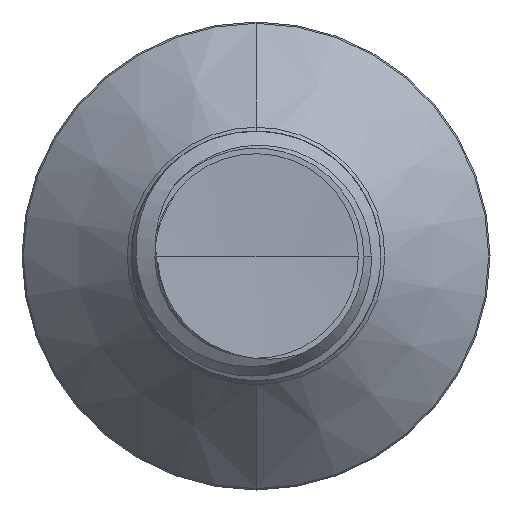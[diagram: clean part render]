
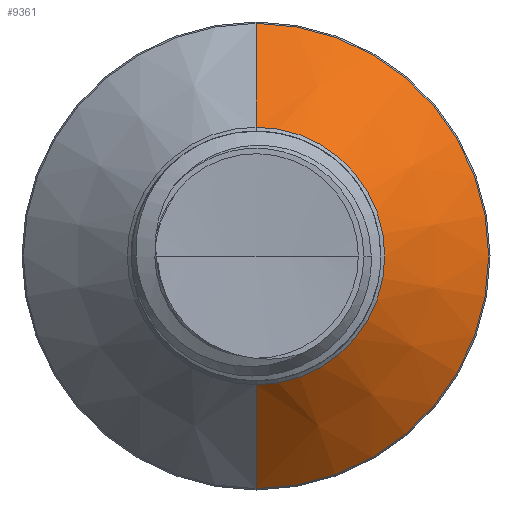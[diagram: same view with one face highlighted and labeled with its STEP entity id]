
A CAD part, front view. The second image highlights one B-rep face of the part: STEP entity #9361.
In plain terms, the highlighted conical face has half-angle 45 degrees and reference radius 2.064 mm.
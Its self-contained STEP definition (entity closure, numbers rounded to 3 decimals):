
#205 = EDGE_CURVE ( 'NONE', #11329, #14302, #9599, .T. ) ;
#717 = VERTEX_POINT ( 'NONE', #3542 ) ;
#1203 = DIRECTION ( 'NONE',  ( 0., 1., 0. ) ) ;
#1417 = AXIS2_PLACEMENT_3D ( 'NONE', #26965, #14344, #1622 ) ;
#1622 = DIRECTION ( 'NONE',  ( 0., 0., 1. ) ) ;
#3040 = ORIENTED_EDGE ( 'NONE', *, *, #7968, .F. ) ;
#3542 = CARTESIAN_POINT ( 'NONE',  ( 0., 6.193, 2.064 ) ) ;
#3879 = FACE_OUTER_BOUND ( 'NONE', #18216, .T. ) ;
#5160 = CARTESIAN_POINT ( 'NONE',  ( 0., 6.193, 0. ) ) ;
#5476 = EDGE_CURVE ( 'NONE', #717, #9949, #17771, .T. ) ;
#5506 = CARTESIAN_POINT ( 'NONE',  ( 0., 6.193, -2.064 ) ) ;
#5523 = DIRECTION ( 'NONE',  ( 0., 0., 1. ) ) ;
#5693 = DIRECTION ( 'NONE',  ( 0., 0.707, -0.707 ) ) ;
#7247 = CARTESIAN_POINT ( 'NONE',  ( 0., 7.857, 3.728 ) ) ;
#7304 = DIRECTION ( 'NONE',  ( 0., 0., 1. ) ) ;
#7968 = EDGE_CURVE ( 'NONE', #9949, #14302, #14148, .T. ) ;
#8698 = ORIENTED_EDGE ( 'NONE', *, *, #5476, .F. ) ;
#9361 = ADVANCED_FACE ( 'NONE', ( #3879 ), #19392, .T. ) ;
#9599 = LINE ( 'NONE', #5506, #25727 ) ;
#9949 = VERTEX_POINT ( 'NONE', #7247 ) ;
#10624 = CARTESIAN_POINT ( 'NONE',  ( 0., 6.193, 2.064 ) ) ;
#10641 = CARTESIAN_POINT ( 'NONE',  ( 0., 6.193, -2.064 ) ) ;
#11329 = VERTEX_POINT ( 'NONE', #10641 ) ;
#12200 = VECTOR ( 'NONE', #25345, 1000. ) ;
#13744 = CIRCLE ( 'NONE', #17995, 2.064 ) ;
#14148 = CIRCLE ( 'NONE', #1417, 3.728 ) ;
#14302 = VERTEX_POINT ( 'NONE', #20459 ) ;
#14344 = DIRECTION ( 'NONE',  ( 0., 1., 0. ) ) ;
#15534 = EDGE_CURVE ( 'NONE', #717, #11329, #13744, .T. ) ;
#17771 = LINE ( 'NONE', #10624, #12200 ) ;
#17995 = AXIS2_PLACEMENT_3D ( 'NONE', #5160, #19914, #7304 ) ;
#18143 = CARTESIAN_POINT ( 'NONE',  ( 0., 6.193, 0. ) ) ;
#18216 = EDGE_LOOP ( 'NONE', ( #19224, #24848, #3040, #8698 ) ) ;
#19224 = ORIENTED_EDGE ( 'NONE', *, *, #15534, .T. ) ;
#19392 = CONICAL_SURFACE ( 'NONE', #24999, 2.064, 0.785 ) ;
#19914 = DIRECTION ( 'NONE',  ( 0., 1., 0. ) ) ;
#20459 = CARTESIAN_POINT ( 'NONE',  ( 0., 7.857, -3.728 ) ) ;
#24848 = ORIENTED_EDGE ( 'NONE', *, *, #205, .T. ) ;
#24999 = AXIS2_PLACEMENT_3D ( 'NONE', #18143, #1203, #5523 ) ;
#25345 = DIRECTION ( 'NONE',  ( 0., 0.707, 0.707 ) ) ;
#25727 = VECTOR ( 'NONE', #5693, 1000. ) ;
#26965 = CARTESIAN_POINT ( 'NONE',  ( 0., 7.857, 0. ) ) ;
